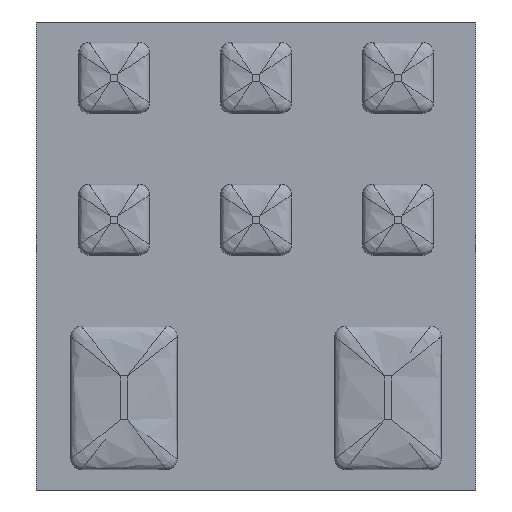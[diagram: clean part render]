
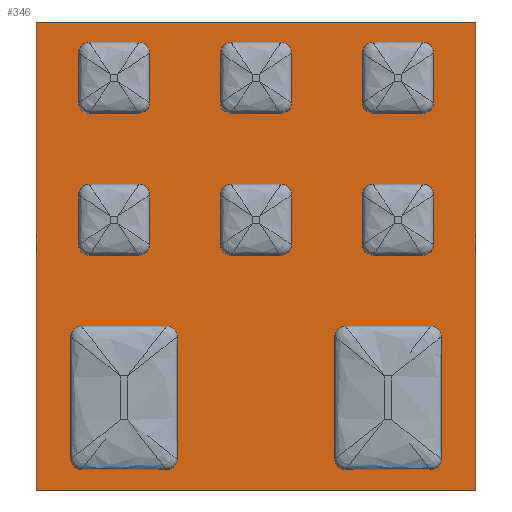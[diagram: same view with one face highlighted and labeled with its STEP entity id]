
A CAD part, front view. The second image highlights one B-rep face of the part: STEP entity #346.
In plain terms, the highlighted planar face has unit normal (0, -1, 0).
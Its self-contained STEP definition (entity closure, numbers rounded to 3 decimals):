
#103 = CARTESIAN_POINT ( 'NONE',  ( -0.62, 0.1, 0.659 ) ) ;
#182 = DIRECTION ( 'NONE',  ( 0., 0., 1. ) ) ;
#339 = CARTESIAN_POINT ( 'NONE',  ( 0.619, 0.1, 0.659 ) ) ;
#346 = ADVANCED_FACE ( 'NONE', ( #5670 ), #6138, .F. ) ;
#387 = DIRECTION ( 'NONE',  ( 0., 1., 0. ) ) ;
#523 = EDGE_CURVE ( 'NONE', #2782, #7096, #2716, .T. ) ;
#582 = VECTOR ( 'NONE', #5075, 1000. ) ;
#835 = CARTESIAN_POINT ( 'NONE',  ( -0.62, 0.1, 0.659 ) ) ;
#1255 = ORIENTED_EDGE ( 'NONE', *, *, #1339, .F. ) ;
#1339 = EDGE_CURVE ( 'NONE', #1876, #2782, #3849, .T. ) ;
#1837 = ORIENTED_EDGE ( 'NONE', *, *, #3012, .F. ) ;
#1876 = VERTEX_POINT ( 'NONE', #103 ) ;
#2080 = DIRECTION ( 'NONE',  ( 0., 0., 1. ) ) ;
#2486 = CARTESIAN_POINT ( 'NONE',  ( 0.619, 0.1, -0.66 ) ) ;
#2716 = LINE ( 'NONE', #4455, #582 ) ;
#2731 = CARTESIAN_POINT ( 'NONE',  ( 0., 0.1, 0. ) ) ;
#2782 = VERTEX_POINT ( 'NONE', #3505 ) ;
#2897 = VERTEX_POINT ( 'NONE', #7076 ) ;
#3012 = EDGE_CURVE ( 'NONE', #2897, #1876, #4811, .T. ) ;
#3054 = ORIENTED_EDGE ( 'NONE', *, *, #523, .F. ) ;
#3501 = VECTOR ( 'NONE', #182, 1000. ) ;
#3505 = CARTESIAN_POINT ( 'NONE',  ( 0.619, 0.1, 0.659 ) ) ;
#3849 = LINE ( 'NONE', #339, #4268 ) ;
#4268 = VECTOR ( 'NONE', #6749, 1000. ) ;
#4455 = CARTESIAN_POINT ( 'NONE',  ( 0.619, 0.1, 0.659 ) ) ;
#4506 = EDGE_LOOP ( 'NONE', ( #1837, #6588, #3054, #1255 ) ) ;
#4616 = LINE ( 'NONE', #5233, #7563 ) ;
#4725 = DIRECTION ( 'NONE',  ( -1., 0., 0. ) ) ;
#4811 = LINE ( 'NONE', #835, #3501 ) ;
#5075 = DIRECTION ( 'NONE',  ( 0., 0., -1. ) ) ;
#5233 = CARTESIAN_POINT ( 'NONE',  ( 0.619, 0.1, -0.66 ) ) ;
#5635 = EDGE_CURVE ( 'NONE', #7096, #2897, #4616, .T. ) ;
#5670 = FACE_OUTER_BOUND ( 'NONE', #4506, .T. ) ;
#6138 = PLANE ( 'NONE',  #6625 ) ;
#6588 = ORIENTED_EDGE ( 'NONE', *, *, #5635, .F. ) ;
#6625 = AXIS2_PLACEMENT_3D ( 'NONE', #2731, #387, #2080 ) ;
#6749 = DIRECTION ( 'NONE',  ( 1., 0., 0. ) ) ;
#7076 = CARTESIAN_POINT ( 'NONE',  ( -0.62, 0.1, -0.66 ) ) ;
#7096 = VERTEX_POINT ( 'NONE', #2486 ) ;
#7563 = VECTOR ( 'NONE', #4725, 1000. ) ;
